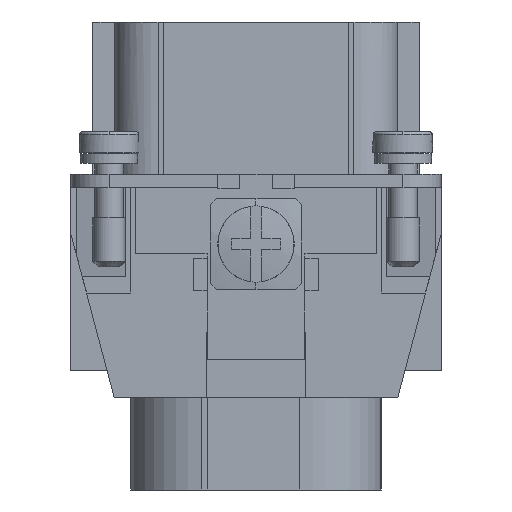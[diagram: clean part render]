
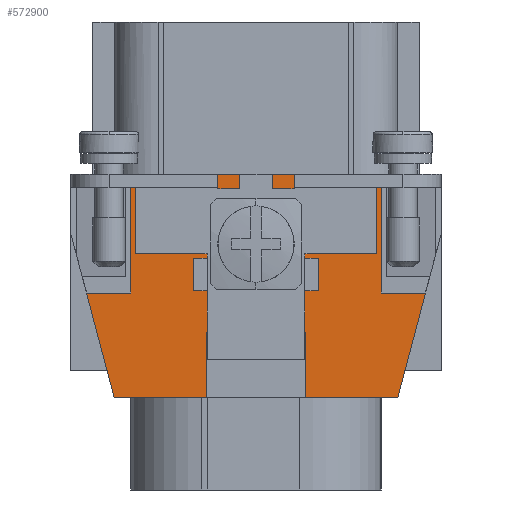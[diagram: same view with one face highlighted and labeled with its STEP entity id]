
A CAD part, left-side view. The second image highlights one B-rep face of the part: STEP entity #572900.
In plain terms, the highlighted planar face has unit normal (-1, 0, 0).
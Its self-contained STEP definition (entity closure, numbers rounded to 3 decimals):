
#255140=CARTESIAN_POINT('',(-45.,15.57,7.1));
#255150=VERTEX_POINT('',#255140);
#255180=CARTESIAN_POINT('',(-45.,15.57,7.1));
#255190=DIRECTION('',(0.,-0.256,
-0.967));
#255200=VECTOR('',#255190,9.931);
#255210=LINE('',#255180,#255200);
#255220=CARTESIAN_POINT('',(-45.,13.026,-2.5));
#255230=VERTEX_POINT('',#255220);
#255240=EDGE_CURVE('',#255150,#255230,#255210,.T.);
#291220=CARTESIAN_POINT('',(-45.,-13.026,-2.5));
#291230=VERTEX_POINT('',#291220);
#291260=CARTESIAN_POINT('',(-45.,-13.026,-2.5));
#291270=DIRECTION('',(0.,-0.256,0.967)
);
#291280=VECTOR('',#291270,9.931);
#291290=LINE('',#291260,#291280);
#291300=CARTESIAN_POINT('',(-45.,-15.57,7.1));
#291310=VERTEX_POINT('',#291300);
#291320=EDGE_CURVE('',#291230,#291310,#291290,.T.);
#353760=CARTESIAN_POINT('',(-45.,13.026,-2.5));
#353770=DIRECTION('',(0.,-1.,0.));
#353780=VECTOR('',#353770,8.476);
#353790=LINE('',#353760,#353780);
#353800=CARTESIAN_POINT('',(-45.,4.55,-2.5));
#353810=VERTEX_POINT('',#353800);
#353820=EDGE_CURVE('',#255230,#353810,#353790,.T.);
#354360=CARTESIAN_POINT('',(-45.,-4.55,-2.5));
#354370=VERTEX_POINT('',#354360);
#354400=CARTESIAN_POINT('',(-45.,-4.55,-2.5));
#354410=DIRECTION('',(0.,-1.,0.));
#354420=VECTOR('',#354410,8.476);
#354430=LINE('',#354400,#354420);
#354440=EDGE_CURVE('',#354370,#291230,#354430,.T.);
#460180=CARTESIAN_POINT('',(-45.,-7.925,18.));
#460190=DIRECTION('',(0.,1.,0.));
#460200=VECTOR('',#460190,14.34);
#460210=LINE('',#460180,#460200);
#460220=CARTESIAN_POINT('',(-45.,-7.925,18.));
#460230=VERTEX_POINT('',#460220);
#460240=CARTESIAN_POINT('',(-45.,6.415,18.));
#460250=VERTEX_POINT('',#460240);
#460260=EDGE_CURVE('',#460230,#460250,#460210,.T.);
#471900=CARTESIAN_POINT('',(-45.,6.415,18.));
#471910=DIRECTION('',(0.,1.,0.));
#471920=VECTOR('',#471910,5.085);
#471930=LINE('',#471900,#471920);
#471940=CARTESIAN_POINT('',(-45.,11.5,18.));
#471950=VERTEX_POINT('',#471940);
#471960=EDGE_CURVE('',#460250,#471950,#471930,.T.);
#473770=CARTESIAN_POINT('',(-45.,-11.5,18.));
#473780=VERTEX_POINT('',#473770);
#473810=CARTESIAN_POINT('',(-45.,-11.5,18.));
#473820=DIRECTION('',(0.,1.,0.));
#473830=VECTOR('',#473820,3.575);
#473840=LINE('',#473810,#473830);
#473850=EDGE_CURVE('',#473780,#460230,#473840,.T.);
#571740=CARTESIAN_POINT('',(-45.,11.5,7.1));
#571750=VERTEX_POINT('',#571740);
#571780=CARTESIAN_POINT('',(-45.,11.5,7.1));
#571790=DIRECTION('',(0.,1.,0.));
#571800=VECTOR('',#571790,4.07);
#571810=LINE('',#571780,#571800);
#571820=EDGE_CURVE('',#571750,#255150,#571810,.T.);
#572330=CARTESIAN_POINT('',(-45.,-17.,0.));
#572340=DIRECTION('',(-1.,0.,0.));
#572350=DIRECTION('',(0.,0.,1.));
#572360=AXIS2_PLACEMENT_3D('',#572330,#572340,#572350);
#572370=PLANE('',#572360);
#572380=ORIENTED_EDGE('',*,*,#571820,.T.);
#572390=CARTESIAN_POINT('',(-45.,11.5,18.));
#572400=DIRECTION('',(0.,0.,-1.));
#572410=VECTOR('',#572400,10.9);
#572420=LINE('',#572390,#572410);
#572430=EDGE_CURVE('',#471950,#571750,#572420,.T.);
#572440=ORIENTED_EDGE('',*,*,#572430,.T.);
#572450=ORIENTED_EDGE('',*,*,#471960,.T.);
#572460=ORIENTED_EDGE('',*,*,#460260,.T.);
#572470=ORIENTED_EDGE('',*,*,#473850,.T.);
#572480=CARTESIAN_POINT('',(-45.,-11.5,7.1));
#572490=DIRECTION('',(0.,0.,1.));
#572500=VECTOR('',#572490,10.9);
#572510=LINE('',#572480,#572500);
#572520=CARTESIAN_POINT('',(-45.,-11.5,7.1));
#572530=VERTEX_POINT('',#572520);
#572540=EDGE_CURVE('',#572530,#473780,#572510,.T.);
#572550=ORIENTED_EDGE('',*,*,#572540,.T.);
#572560=CARTESIAN_POINT('',(-45.,-15.57,7.1));
#572570=DIRECTION('',(0.,1.,0.));
#572580=VECTOR('',#572570,4.07);
#572590=LINE('',#572560,#572580);
#572600=EDGE_CURVE('',#291310,#572530,#572590,.T.);
#572610=ORIENTED_EDGE('',*,*,#572600,.T.);
#572620=ORIENTED_EDGE('',*,*,#291320,.T.);
#572630=ORIENTED_EDGE('',*,*,#354440,.T.);
#572640=CARTESIAN_POINT('',(-45.,-4.55,3.5));
#572650=DIRECTION('',(0.,0.,-1.));
#572660=VECTOR('',#572650,6.);
#572670=LINE('',#572640,#572660);
#572680=CARTESIAN_POINT('',(-45.,-4.55,3.5));
#572690=VERTEX_POINT('',#572680);
#572700=EDGE_CURVE('',#572690,#354370,#572670,.T.);
#572710=ORIENTED_EDGE('',*,*,#572700,.T.);
#572720=CARTESIAN_POINT('',(-45.,4.55,3.5));
#572730=DIRECTION('',(0.,-1.,0.));
#572740=VECTOR('',#572730,9.1);
#572750=LINE('',#572720,#572740);
#572760=CARTESIAN_POINT('',(-45.,4.55,3.5));
#572770=VERTEX_POINT('',#572760);
#572780=EDGE_CURVE('',#572770,#572690,#572750,.T.);
#572790=ORIENTED_EDGE('',*,*,#572780,.T.);
#572800=CARTESIAN_POINT('',(-45.,4.55,-2.5));
#572810=DIRECTION('',(0.,0.,1.));
#572820=VECTOR('',#572810,6.);
#572830=LINE('',#572800,#572820);
#572840=EDGE_CURVE('',#353810,#572770,#572830,.T.);
#572850=ORIENTED_EDGE('',*,*,#572840,.T.);
#572860=ORIENTED_EDGE('',*,*,#353820,.T.);
#572870=ORIENTED_EDGE('',*,*,#255240,.T.);
#572880=EDGE_LOOP('',(#572870,#572860,#572850,#572790,#572710,#572630,
#572620,#572610,#572550,#572470,#572460,#572450,#572440,#572380));
#572890=FACE_OUTER_BOUND('',#572880,.T.);
#572900=ADVANCED_FACE('',(#572890),#572370,.T.);
